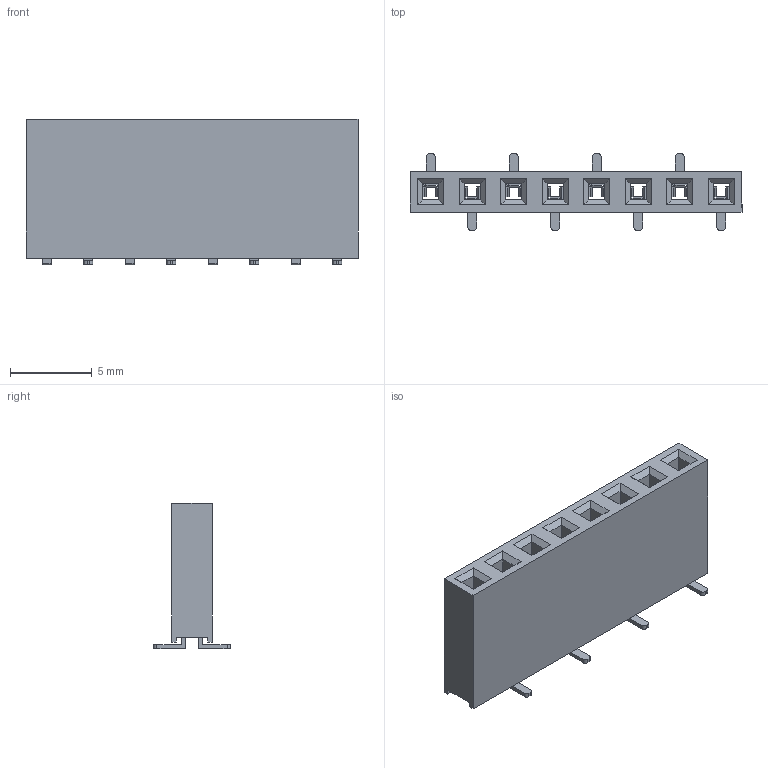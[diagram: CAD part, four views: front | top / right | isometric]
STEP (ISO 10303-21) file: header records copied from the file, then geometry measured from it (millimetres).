
FILE_DESCRIPTION (( 'STEP AP214' ), '1' );
FILE_NAME ('HDR-SMD_8P-P2.54-V-F-S4.7.STEP', '2025-07-26T07:50:03', ( '个人用户' ), ( '微软中国' ), 'SwSTEP 2.0', 'SolidWorks 2020', '' );
FILE_SCHEMA (( 'AUTOMOTIVE_DESIGN' ));
Length unit declared in the file: millimetre
Products named in the file (1): HDR-SMD_8P-P2.54-V-F-S4.7
Bounding box: 20.32 x 4.7 x 8.9 mm (x, y, z)
Volume: 361.9 mm3; surface area: 889.6 mm2
Topology: 9 solids, 9 shells, 898 faces, 2583 edges, 1690 vertices
Faces by surface type: plane 552, cylinder 248, bspline 98
Entity records: 39847 total; most frequent: CARTESIAN_POINT 6574, ORIENTED_EDGE 5166, DIRECTION 4449, EDGE_CURVE 2583, VECTOR 1855, LINE 1855, VERTEX_POINT 1690, AXIS2_PLACEMENT_3D 1297
